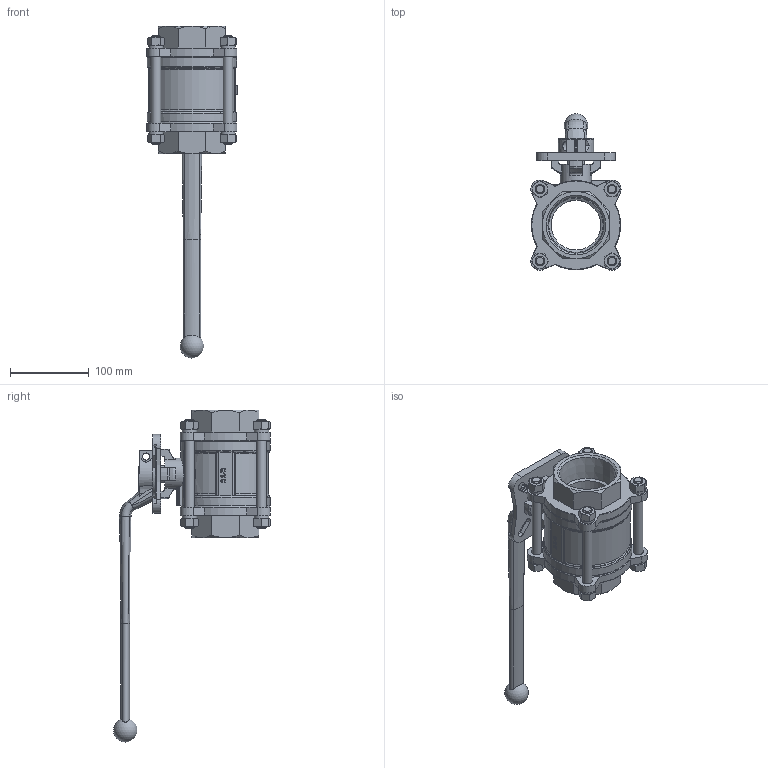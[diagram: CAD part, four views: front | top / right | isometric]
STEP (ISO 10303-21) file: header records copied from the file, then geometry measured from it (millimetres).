
FILE_DESCRIPTION(/* description */ ('STEP AP214'),/* implementation_level */ '2;1');
FILE_NAME(/* name */ '8096671_VZBE-21_2-T-63-T-2-F0710-M-V15V16',/* time_stamp */ '2024-09-18T01:46:54+02:00',/* author */ ('License CC BY-ND 4.0'),/* organization */ ('CADENAS'),/* preprocessor_version */ 'ST-DEVELOPER v19.3',/* originating_system */ 'PARTsolutions',/* authorisation */ ' ');
FILE_SCHEMA (('AUTOMOTIVE_DESIGN {1 0 10303 214 3 1 1}'));
Length unit declared in the file: millimetre
Products named in the file (3): 8096671 VZBE-21/2-T-63-T-2-F0710-M-V15V16; 4809123 VZBE-21/2-T-63-T-2-F0710-V15V16; 4895386 VAOH-F7-17-H9-A-22
Assembly tree (2 placements, depth 2):
  8096671 VZBE-21/2-T-63-T-2-F0710-M-V15V16
    4809123 VZBE-21/2-T-63-T-2-F0710-V15V16
    4895386 VAOH-F7-17-H9-A-22
Bounding box: 114.17 x 199.03 x 421 mm (x, y, z)
Volume: 1141648.7 mm3; surface area: 195173 mm2
Topology: 2 solids, 2 shells, 615 faces, 1579 edges, 1002 vertices
Faces by surface type: plane 284, cone 155, cylinder 139, torus 36, sphere 1
Full cylindrical faces by diameter (mm): 9 x2, 11 x1, 12 x13, 13 x8, 18.5 x8, 40 x1, 47 x1, 63 x1, 113 x1
Entity records: 18843 total; most frequent: CARTESIAN_POINT 4414, ORIENTED_EDGE 3018, DIRECTION 2871, EDGE_CURVE 1509, AXIS2_PLACEMENT_3D 1118, VERTEX_POINT 986, EDGE_LOOP 739, FACE_BOUND 739
